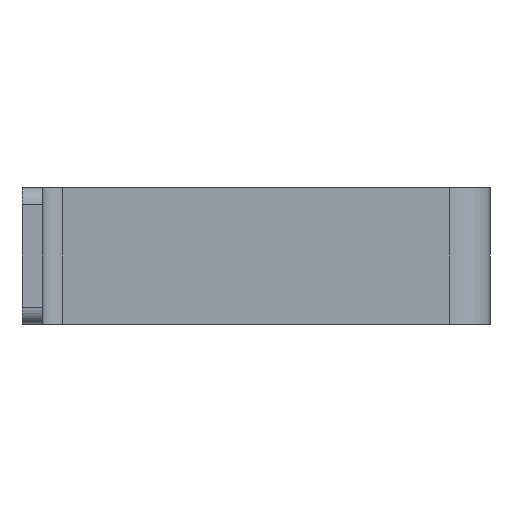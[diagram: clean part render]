
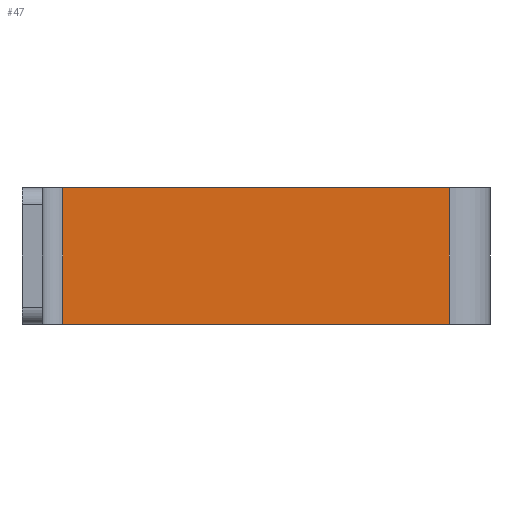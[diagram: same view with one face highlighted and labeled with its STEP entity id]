
A CAD part, left-side view. The second image highlights one B-rep face of the part: STEP entity #47.
In plain terms, the highlighted planar face has unit normal (-1, 0, 0).
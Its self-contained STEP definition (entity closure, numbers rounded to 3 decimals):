
#17 = CARTESIAN_POINT ( 'NONE',  ( -70., 12., -20. ) ) ;
#23 = CARTESIAN_POINT ( 'NONE',  ( -70., 0., -20. ) ) ;
#47 = ADVANCED_FACE ( 'NONE', ( #1057 ), #50, .F. ) ;
#50 = PLANE ( 'NONE',  #1431 ) ;
#64 = LINE ( 'NONE', #295, #740 ) ;
#89 = VERTEX_POINT ( 'NONE', #778 ) ;
#121 = CARTESIAN_POINT ( 'NONE',  ( -70., 125., 20. ) ) ;
#205 = EDGE_CURVE ( 'NONE', #1091, #329, #1370, .T. ) ;
#264 = DIRECTION ( 'NONE',  ( 0., 0., -1. ) ) ;
#295 = CARTESIAN_POINT ( 'NONE',  ( -70., 0., 20. ) ) ;
#329 = VERTEX_POINT ( 'NONE', #17 ) ;
#420 = EDGE_CURVE ( 'NONE', #1183, #89, #64, .T. ) ;
#431 = DIRECTION ( 'NONE',  ( 0., 0., -1. ) ) ;
#440 = CARTESIAN_POINT ( 'NONE',  ( -70., 125., 20. ) ) ;
#510 = DIRECTION ( 'NONE',  ( 1., 0., 0. ) ) ;
#619 = ORIENTED_EDGE ( 'NONE', *, *, #205, .T. ) ;
#639 = CARTESIAN_POINT ( 'NONE',  ( -70., 125., -20. ) ) ;
#656 = EDGE_LOOP ( 'NONE', ( #619, #1040, #1174, #824 ) ) ;
#740 = VECTOR ( 'NONE', #1406, 1000. ) ;
#778 = CARTESIAN_POINT ( 'NONE',  ( -70., 12., 20. ) ) ;
#795 = DIRECTION ( 'NONE',  ( 0., -1., 0. ) ) ;
#824 = ORIENTED_EDGE ( 'NONE', *, *, #826, .T. ) ;
#826 = EDGE_CURVE ( 'NONE', #1183, #1091, #1231, .T. ) ;
#993 = DIRECTION ( 'NONE',  ( 0., 0., -1. ) ) ;
#1040 = ORIENTED_EDGE ( 'NONE', *, *, #1416, .F. ) ;
#1057 = FACE_OUTER_BOUND ( 'NONE', #656, .T. ) ;
#1073 = CARTESIAN_POINT ( 'NONE',  ( -70., 0., 20. ) ) ;
#1091 = VERTEX_POINT ( 'NONE', #639 ) ;
#1095 = VECTOR ( 'NONE', #795, 1000. ) ;
#1174 = ORIENTED_EDGE ( 'NONE', *, *, #420, .F. ) ;
#1183 = VERTEX_POINT ( 'NONE', #121 ) ;
#1190 = VECTOR ( 'NONE', #264, 1000. ) ;
#1231 = LINE ( 'NONE', #440, #1279 ) ;
#1273 = CARTESIAN_POINT ( 'NONE',  ( -70., 12., 20. ) ) ;
#1279 = VECTOR ( 'NONE', #993, 1000. ) ;
#1370 = LINE ( 'NONE', #23, #1095 ) ;
#1389 = LINE ( 'NONE', #1273, #1190 ) ;
#1406 = DIRECTION ( 'NONE',  ( 0., -1., 0. ) ) ;
#1416 = EDGE_CURVE ( 'NONE', #89, #329, #1389, .T. ) ;
#1431 = AXIS2_PLACEMENT_3D ( 'NONE', #1073, #510, #431 ) ;
